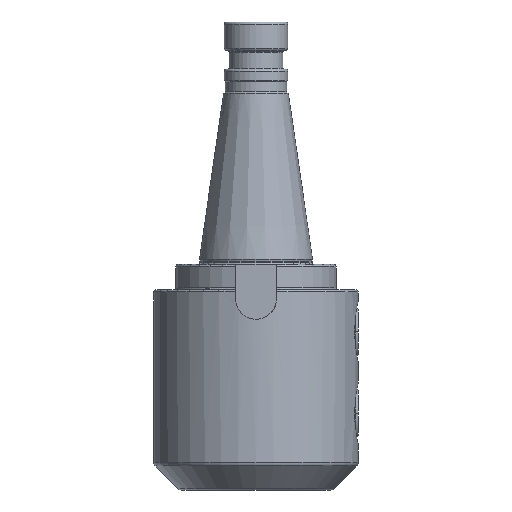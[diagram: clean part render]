
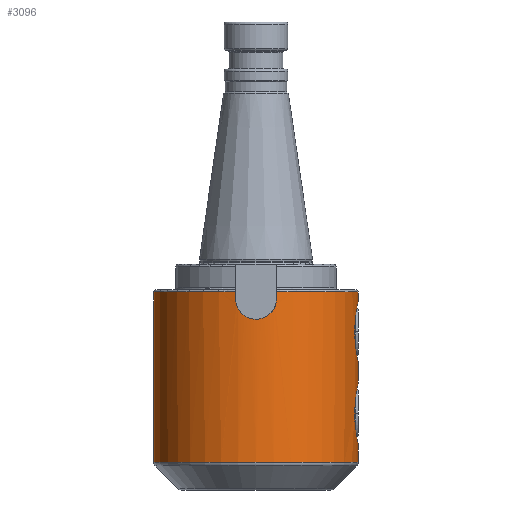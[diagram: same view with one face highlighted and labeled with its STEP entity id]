
A CAD part, left-side view. The second image highlights one B-rep face of the part: STEP entity #3096.
In plain terms, the highlighted cylindrical face has radius 40 mm (diameter 80 mm), a partial arc.
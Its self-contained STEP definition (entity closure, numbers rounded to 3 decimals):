
#619=DIRECTION('',(0,0,-1));
#620=VECTOR('',#619,2.65);
#621=CARTESIAN_POINT('',(-39.182,8.05,-0.8));
#622=LINE('',#621,#620);
#623=CARTESIAN_POINT('',(-39.182,-8.05,-3.45));
#624=CARTESIAN_POINT('',(-39.182,-8.05,-3.797));
#625=CARTESIAN_POINT('',(-39.191,-8.006,
-4.484));
#626=CARTESIAN_POINT('',(-39.231,-7.806,
-5.505));
#627=CARTESIAN_POINT('',(-39.295,-7.479,
-6.488));
#628=CARTESIAN_POINT('',(-39.379,-7.028,
-7.42));
#629=CARTESIAN_POINT('',(-39.476,-6.463,
-8.286));
#630=CARTESIAN_POINT('',(-39.582,-5.782,
-9.084));
#631=CARTESIAN_POINT('',(-39.69,-4.997,
-9.79));
#632=CARTESIAN_POINT('',(-39.79,-4.128,
-10.388));
#633=CARTESIAN_POINT('',(-39.878,-3.176,
-10.873));
#634=CARTESIAN_POINT('',(-39.947,-2.143,
-11.235));
#635=CARTESIAN_POINT('',(-39.991,-1.068,
-11.453));
#636=CARTESIAN_POINT('',(-40.005,0.001,
-11.523));
#637=CARTESIAN_POINT('',(-39.99,1.071,-11.453));
#638=CARTESIAN_POINT('',(-39.947,2.146,-11.235));
#639=CARTESIAN_POINT('',(-39.878,3.178,-10.872));
#640=CARTESIAN_POINT('',(-39.79,4.128,-10.388));
#641=CARTESIAN_POINT('',(-39.689,4.998,-9.79));
#642=CARTESIAN_POINT('',(-39.582,5.782,-9.084));
#643=CARTESIAN_POINT('',(-39.476,6.463,-8.286));
#644=CARTESIAN_POINT('',(-39.379,7.028,-7.421));
#645=CARTESIAN_POINT('',(-39.295,7.478,-6.489));
#646=CARTESIAN_POINT('',(-39.231,7.806,-5.505));
#647=CARTESIAN_POINT('',(-39.191,8.006,-4.484));
#648=CARTESIAN_POINT('',(-39.182,8.05,-3.797));
#649=CARTESIAN_POINT('',(-39.182,8.05,-3.45));
#651=DIRECTION('',(0,0,-1));
#652=VECTOR('',#651,2.65);
#653=CARTESIAN_POINT('',(-39.182,-8.05,-0.8));
#654=LINE('',#653,#652);
#655=CARTESIAN_POINT('',(0,0,-0.8));
#656=DIRECTION('',(0,0,1));
#657=DIRECTION('',(-0.98,-0.201,0));
#658=AXIS2_PLACEMENT_3D('',#655,#656,#657);
#660=DIRECTION('',(0.,0,1));
#661=VECTOR('',#660,3.7);
#662=CARTESIAN_POINT('',(0,-40,-4.5));
#663=LINE('',#662,#661);
#664=CARTESIAN_POINT('',(0,-40,-28.3));
#665=CARTESIAN_POINT('',(-0.436,-40,-28.3));
#666=CARTESIAN_POINT('',(-1.306,-39.986,
-28.239));
#667=CARTESIAN_POINT('',(-2.62,-39.921,
-27.953));
#668=CARTESIAN_POINT('',(-3.899,-39.816,
-27.477));
#669=CARTESIAN_POINT('',(-5.147,-39.674,
-26.799));
#670=CARTESIAN_POINT('',(-6.323,-39.503,
-25.928));
#671=CARTESIAN_POINT('',(-7.425,-39.31,
-24.847));
#672=CARTESIAN_POINT('',(-8.401,-39.111,
-23.578));
#673=CARTESIAN_POINT('',(-9.215,-38.926,
-22.161));
#674=CARTESIAN_POINT('',(-9.846,-38.771,
-20.626));
#675=CARTESIAN_POINT('',(-10.286,-38.655,
-18.97));
#676=CARTESIAN_POINT('',(-10.507,-38.595,
-17.257));
#677=CARTESIAN_POINT('',(-10.507,-38.595,
-15.544));
#678=CARTESIAN_POINT('',(-10.286,-38.655,
-13.83));
#679=CARTESIAN_POINT('',(-9.846,-38.771,
-12.175));
#680=CARTESIAN_POINT('',(-9.216,-38.926,
-10.641));
#681=CARTESIAN_POINT('',(-8.402,-39.111,
-9.222));
#682=CARTESIAN_POINT('',(-7.425,-39.31,
-7.954));
#683=CARTESIAN_POINT('',(-6.324,-39.503,
-6.873));
#684=CARTESIAN_POINT('',(-5.148,-39.674,
-6.002));
#685=CARTESIAN_POINT('',(-3.9,-39.816,
-5.323));
#686=CARTESIAN_POINT('',(-2.621,-39.921,
-4.847));
#687=CARTESIAN_POINT('',(-1.306,-39.986,
-4.561));
#688=CARTESIAN_POINT('',(-0.436,-40,-4.5));
#689=CARTESIAN_POINT('',(0,-40,-4.5));
#691=DIRECTION('',(0,0,1));
#692=VECTOR('',#691,8.2);
#693=CARTESIAN_POINT('',(0,-40,-36.5));
#694=LINE('',#693,#692);
#695=CARTESIAN_POINT('',(0,-40,-60.3));
#696=CARTESIAN_POINT('',(-0.436,-40,-60.3));
#697=CARTESIAN_POINT('',(-1.306,-39.986,
-60.239));
#698=CARTESIAN_POINT('',(-2.62,-39.921,
-59.953));
#699=CARTESIAN_POINT('',(-3.899,-39.816,
-59.477));
#700=CARTESIAN_POINT('',(-5.147,-39.674,
-58.799));
#701=CARTESIAN_POINT('',(-6.323,-39.503,
-57.928));
#702=CARTESIAN_POINT('',(-7.425,-39.31,
-56.847));
#703=CARTESIAN_POINT('',(-8.401,-39.111,
-55.578));
#704=CARTESIAN_POINT('',(-9.215,-38.926,
-54.161));
#705=CARTESIAN_POINT('',(-9.846,-38.771,
-52.626));
#706=CARTESIAN_POINT('',(-10.286,-38.655,
-50.97));
#707=CARTESIAN_POINT('',(-10.507,-38.595,
-49.257));
#708=CARTESIAN_POINT('',(-10.507,-38.595,
-47.544));
#709=CARTESIAN_POINT('',(-10.286,-38.655,
-45.83));
#710=CARTESIAN_POINT('',(-9.846,-38.771,
-44.175));
#711=CARTESIAN_POINT('',(-9.216,-38.926,
-42.641));
#712=CARTESIAN_POINT('',(-8.402,-39.111,
-41.222));
#713=CARTESIAN_POINT('',(-7.425,-39.31,
-39.954));
#714=CARTESIAN_POINT('',(-6.324,-39.503,
-38.873));
#715=CARTESIAN_POINT('',(-5.148,-39.674,
-38.002));
#716=CARTESIAN_POINT('',(-3.9,-39.816,
-37.323));
#717=CARTESIAN_POINT('',(-2.621,-39.921,
-36.847));
#718=CARTESIAN_POINT('',(-1.306,-39.986,
-36.561));
#719=CARTESIAN_POINT('',(-0.436,-40,-36.5));
#720=CARTESIAN_POINT('',(0,-40,-36.5));
#722=DIRECTION('',(0.,0,1));
#723=VECTOR('',#722,7.272);
#724=CARTESIAN_POINT('',(0.,-40,-67.572));
#725=LINE('',#724,#723);
#726=CARTESIAN_POINT('',(0,0,-67.572));
#727=DIRECTION('',(0,0,1));
#728=DIRECTION('',(0,1,0));
#729=AXIS2_PLACEMENT_3D('',#726,#727,#728);
#731=DIRECTION('',(0.,0,1));
#732=VECTOR('',#731,66.772);
#733=CARTESIAN_POINT('',(0.,40,-67.572));
#734=LINE('',#733,#732);
#735=CARTESIAN_POINT('',(0,0,-0.8));
#736=DIRECTION('',(0,0,1));
#737=DIRECTION('',(0,1,0));
#738=AXIS2_PLACEMENT_3D('',#735,#736,#737);
#840=CARTESIAN_POINT('',(0,-40,-36.5));
#865=CARTESIAN_POINT('',(0,-40,-60.3));
#867=CARTESIAN_POINT('',(0,-40,-4.5));
#892=CARTESIAN_POINT('',(0,-40,-28.3));
#2007=CARTESIAN_POINT('',(-39.182,8.05,-3.45));
#2008=VERTEX_POINT('',#2007);
#2009=CARTESIAN_POINT('',(-39.182,-8.05,-3.45));
#2010=VERTEX_POINT('',#2009);
#2013=VERTEX_POINT('',#840);
#2014=VERTEX_POINT('',#865);
#2017=VERTEX_POINT('',#867);
#2018=VERTEX_POINT('',#892);
#2039=CARTESIAN_POINT('',(0,40,-67.572));
#2040=CARTESIAN_POINT('',(0,-40,-67.572));
#2041=VERTEX_POINT('',#2039);
#2042=VERTEX_POINT('',#2040);
#2151=CARTESIAN_POINT('',(0.,-40,-0.8));
#2152=VERTEX_POINT('',#2151);
#2153=CARTESIAN_POINT('',(0.,40,-0.8));
#2154=VERTEX_POINT('',#2153);
#2175=CARTESIAN_POINT('',(-39.182,8.05,-0.8));
#2176=VERTEX_POINT('',#2175);
#2177=CARTESIAN_POINT('',(-39.182,-8.05,-0.8));
#2178=VERTEX_POINT('',#2177);
#3068=CARTESIAN_POINT('',(0,0,3.92));
#3069=DIRECTION('',(0,0,-1));
#3070=DIRECTION('',(0,-1,0));
#3071=AXIS2_PLACEMENT_3D('',#3068,#3069,#3070);
#3072=CYLINDRICAL_SURFACE('',#3071,40);
#3073=ORIENTED_EDGE('',*,*,#3040,.T.);
#3074=ORIENTED_EDGE('',*,*,#3063,.F.);
#3075=ORIENTED_EDGE('',*,*,#2958,.F.);
#3077=ORIENTED_EDGE('',*,*,#3076,.T.);
#3079=ORIENTED_EDGE('',*,*,#3078,.F.);
#3081=ORIENTED_EDGE('',*,*,#3080,.F.);
#3083=ORIENTED_EDGE('',*,*,#3082,.F.);
#3085=ORIENTED_EDGE('',*,*,#3084,.F.);
#3087=ORIENTED_EDGE('',*,*,#3086,.F.);
#3089=ORIENTED_EDGE('',*,*,#3088,.F.);
#3091=ORIENTED_EDGE('',*,*,#3090,.T.);
#3093=ORIENTED_EDGE('',*,*,#3092,.T.);
#3094=EDGE_LOOP('',(#3073,#3074,#3075,#3077,#3079,#3081,#3083,#3085,#3087,#3089,
#3091,#3093));
#3095=FACE_OUTER_BOUND('',#3094,.F.);
#3096=ADVANCED_FACE('',(#3095),#3072,.T.);
#650=B_SPLINE_CURVE_WITH_KNOTS('',3,(#623,#624,#625,#626,#627,#628,#629,#630,
#631,#632,#633,#634,#635,#636,#637,#638,#639,#640,#641,#642,#643,#644,#645,#646,
#647,#648,#649),.UNSPECIFIED.,.F.,.F.,(4,1,1,1,1,1,1,1,1,1,1,1,1,1,1,1,1,1,1,1,
1,1,1,1,4),(0,0.042,0.083,0.125,0.167,
0.208,0.25,0.292,0.333,0.375,
0.417,0.458,0.5,0.542,0.583,
0.625,0.667,0.708,0.75,0.792,
0.833,0.875,0.917,0.958,1),
.UNSPECIFIED.);
#659=CIRCLE('',#658,40);
#690=B_SPLINE_CURVE_WITH_KNOTS('',3,(#664,#665,#666,#667,#668,#669,#670,#671,
#672,#673,#674,#675,#676,#677,#678,#679,#680,#681,#682,#683,#684,#685,#686,#687,
#688,#689),.UNSPECIFIED.,.F.,.F.,(4,1,1,1,1,1,1,1,1,1,1,1,1,1,1,1,1,1,1,1,1,1,1,
4),(0,0.043,0.087,0.13,
0.174,0.217,0.261,0.304,
0.348,0.391,0.435,0.478,
0.522,0.565,0.609,0.652,
0.696,0.739,0.783,0.826,
0.87,0.913,0.957,1),.UNSPECIFIED.);
#721=B_SPLINE_CURVE_WITH_KNOTS('',3,(#695,#696,#697,#698,#699,#700,#701,#702,
#703,#704,#705,#706,#707,#708,#709,#710,#711,#712,#713,#714,#715,#716,#717,#718,
#719,#720),.UNSPECIFIED.,.F.,.F.,(4,1,1,1,1,1,1,1,1,1,1,1,1,1,1,1,1,1,1,1,1,1,1,
4),(0,0.043,0.087,0.13,
0.174,0.217,0.261,0.304,
0.348,0.391,0.435,0.478,
0.522,0.565,0.609,0.652,
0.696,0.739,0.783,0.826,
0.87,0.913,0.957,1),.UNSPECIFIED.);
#730=CIRCLE('',#729,40);
#739=CIRCLE('',#738,40);
#2958=EDGE_CURVE('',#2178,#2010,#654,.T.);
#3040=EDGE_CURVE('',#2176,#2008,#622,.T.);
#3063=EDGE_CURVE('',#2010,#2008,#650,.T.);
#3076=EDGE_CURVE('',#2178,#2152,#659,.T.);
#3078=EDGE_CURVE('',#2017,#2152,#663,.T.);
#3080=EDGE_CURVE('',#2018,#2017,#690,.T.);
#3082=EDGE_CURVE('',#2013,#2018,#694,.T.);
#3084=EDGE_CURVE('',#2014,#2013,#721,.T.);
#3086=EDGE_CURVE('',#2042,#2014,#725,.T.);
#3088=EDGE_CURVE('',#2041,#2042,#730,.T.);
#3090=EDGE_CURVE('',#2041,#2154,#734,.T.);
#3092=EDGE_CURVE('',#2154,#2176,#739,.T.);
